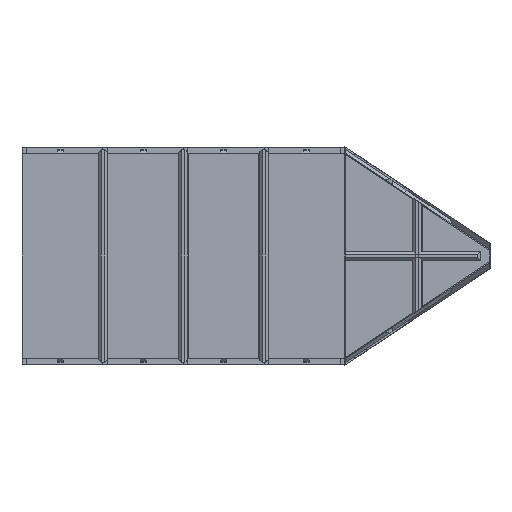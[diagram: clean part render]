
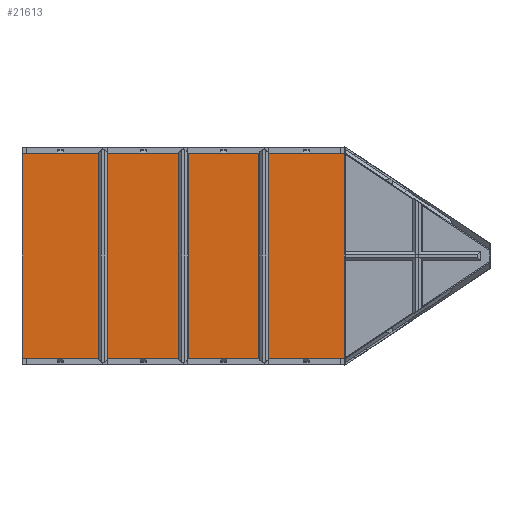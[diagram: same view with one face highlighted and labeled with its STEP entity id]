
A CAD part, front view. The second image highlights one B-rep face of the part: STEP entity #21613.
In plain terms, the highlighted planar face has unit normal (0, -1, 0).
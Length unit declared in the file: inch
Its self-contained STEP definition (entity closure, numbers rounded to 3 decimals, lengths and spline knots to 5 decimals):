
#533 = FACE_OUTER_BOUND ( 'NONE', #858, .T. ) ;
#624 = CARTESIAN_POINT ( 'NONE',  ( -53.75, -0.25, 0. ) ) ;
#857 = VERTEX_POINT ( 'NONE', #14001 ) ;
#858 = EDGE_LOOP ( 'NONE', ( #9610, #4962, #10192, #14337 ) ) ;
#882 = VECTOR ( 'NONE', #2582, 39.37008 ) ;
#2090 = CARTESIAN_POINT ( 'NONE',  ( 53.75, -0.25, 34.45 ) ) ;
#2582 = DIRECTION ( 'NONE',  ( 1., 0., 0. ) ) ;
#3811 = CARTESIAN_POINT ( 'NONE',  ( 0., -0.25, 0. ) ) ;
#4349 = VECTOR ( 'NONE', #5934, 39.37008 ) ;
#4962 = ORIENTED_EDGE ( 'NONE', *, *, #7677, .F. ) ;
#5934 = DIRECTION ( 'NONE',  ( 0., 0., 1. ) ) ;
#6011 = LINE ( 'NONE', #12864, #882 ) ;
#6034 = DIRECTION ( 'NONE',  ( -1., 0., 0. ) ) ;
#6294 = EDGE_CURVE ( 'NONE', #18050, #6428, #9746, .T. ) ;
#6428 = VERTEX_POINT ( 'NONE', #13689 ) ;
#7109 = DIRECTION ( 'NONE',  ( 0., -1., 0. ) ) ;
#7677 = EDGE_CURVE ( 'NONE', #857, #21150, #6011, .T. ) ;
#9610 = ORIENTED_EDGE ( 'NONE', *, *, #15832, .F. ) ;
#9746 = LINE ( 'NONE', #16771, #16376 ) ;
#10192 = ORIENTED_EDGE ( 'NONE', *, *, #16488, .F. ) ;
#10581 = DIRECTION ( 'NONE',  ( 0., 0., -1. ) ) ;
#10975 = DIRECTION ( 'NONE',  ( 0., 0., -1. ) ) ;
#11117 = LINE ( 'NONE', #624, #4349 ) ;
#12660 = CARTESIAN_POINT ( 'NONE',  ( 53.75, -0.25, 0. ) ) ;
#12864 = CARTESIAN_POINT ( 'NONE',  ( 0., -0.25, 34.45 ) ) ;
#13689 = CARTESIAN_POINT ( 'NONE',  ( -53.75, -0.25, -34.45 ) ) ;
#14001 = CARTESIAN_POINT ( 'NONE',  ( -53.75, -0.25, 34.45 ) ) ;
#14076 = PLANE ( 'NONE',  #14332 ) ;
#14332 = AXIS2_PLACEMENT_3D ( 'NONE', #3811, #7109, #10581 ) ;
#14337 = ORIENTED_EDGE ( 'NONE', *, *, #6294, .F. ) ;
#15192 = VECTOR ( 'NONE', #10975, 39.37008 ) ;
#15832 = EDGE_CURVE ( 'NONE', #21150, #18050, #17761, .T. ) ;
#16376 = VECTOR ( 'NONE', #6034, 39.37008 ) ;
#16488 = EDGE_CURVE ( 'NONE', #6428, #857, #11117, .T. ) ;
#16771 = CARTESIAN_POINT ( 'NONE',  ( 0., -0.25, -34.45 ) ) ;
#17761 = LINE ( 'NONE', #12660, #15192 ) ;
#18050 = VERTEX_POINT ( 'NONE', #20105 ) ;
#20105 = CARTESIAN_POINT ( 'NONE',  ( 53.75, -0.25, -34.45 ) ) ;
#21150 = VERTEX_POINT ( 'NONE', #2090 ) ;
#21613 = ADVANCED_FACE ( 'NONE', ( #533 ), #14076, .T. ) ;
